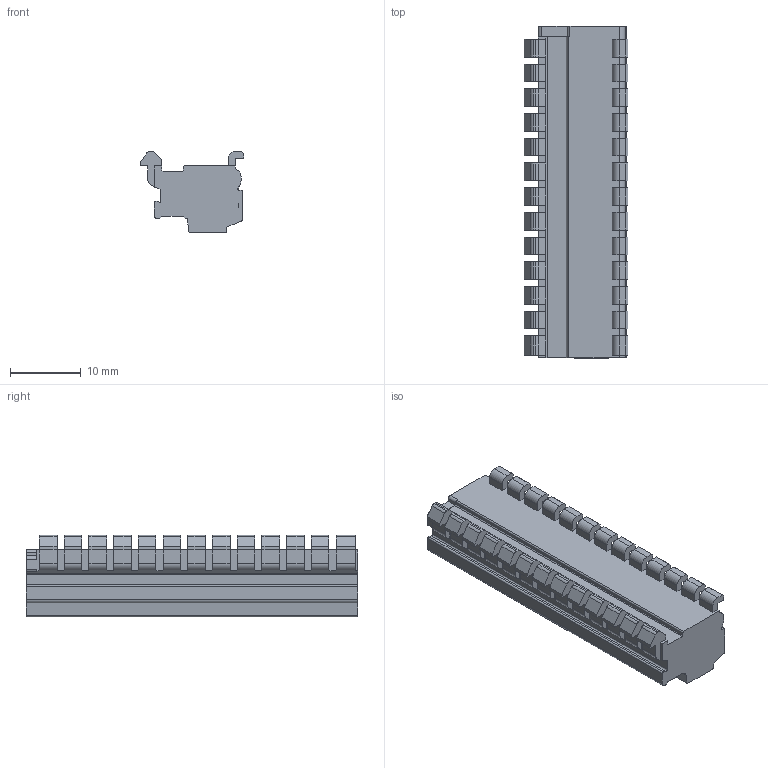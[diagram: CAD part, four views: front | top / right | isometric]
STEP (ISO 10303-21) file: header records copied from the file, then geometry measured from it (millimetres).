
FILE_DESCRIPTION((''),'2;1');
FILE_NAME('0001','2024-10-14T15:40:50',('tluser'),(''),'CREO PARAMETRIC BY PTC INC, 2018100','CREO PARAMETRIC BY PTC INC, 2018100','');
FILE_SCHEMA(('CONFIG_CONTROL_DESIGN'));
Length unit declared in the file: millimetre
Products named in the file (1): 0001
Bounding box: 14.7 x 47 x 11.5 mm (x, y, z)
Volume: 4885.3 mm3; surface area: 3106.1 mm2
Topology: 1 solids, 1 shells, 586 faces, 1637 edges, 1092 vertices
Faces by surface type: plane 397, cylinder 163, cone 26
Entity records: 19193 total; most frequent: CARTESIAN_POINT 3812, ORIENTED_EDGE 3274, DIRECTION 3105, EDGE_CURVE 1637, VECTOR 1231, LINE 1231, VERTEX_POINT 1092, AXIS2_PLACEMENT_3D 937
